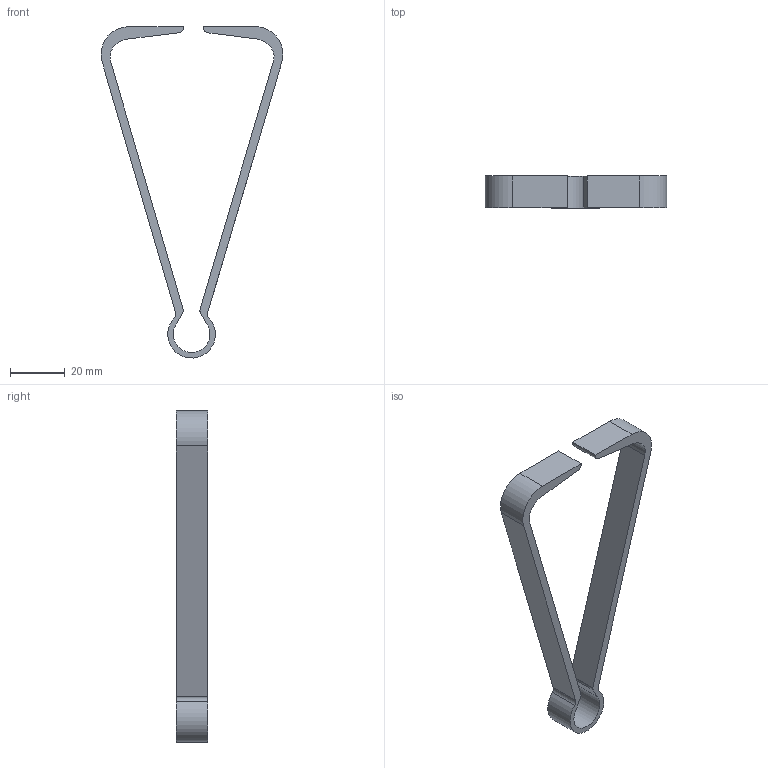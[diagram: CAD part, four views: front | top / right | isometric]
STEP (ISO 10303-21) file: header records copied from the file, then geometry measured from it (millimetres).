
FILE_DESCRIPTION(/* description */ (''),/* implementation_level */ '2;1');
FILE_NAME(/* name */ 'STEP- PCB puller.step',/* time_stamp */ '2022-12-18T02:52:55-08:00',/* author */ (''),/* organization */ (''),/* preprocessor_version */ 'ST-DEVELOPER v19.2',/* originating_system */ 'Autodesk Translation Framework v11.17.0.187',/* authorisation */ '');
FILE_SCHEMA (('AUTOMOTIVE_DESIGN { 1 0 10303 214 3 1 1 }'));
Length unit declared in the file: millimetre
Products named in the file (1): PCB puller
Bounding box: 66.16 x 11.5 x 120.76 mm (x, y, z)
Volume: 10281.7 mm3; surface area: 8892.2 mm2
Topology: 1 solids, 1 shells, 196 faces, 540 edges, 360 vertices
Faces by surface type: bspline 101, plane 81, cylinder 14
Entity records: 7175 total; most frequent: CARTESIAN_POINT 2814, ORIENTED_EDGE 1080, DIRECTION 558, EDGE_CURVE 540, VERTEX_POINT 360, LINE 310, VECTOR 310, EDGE_LOOP 210
